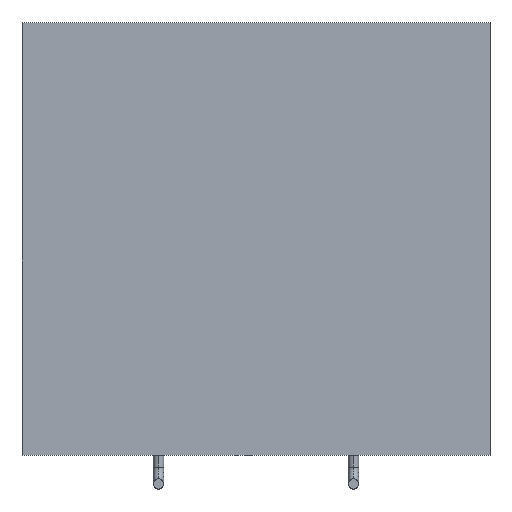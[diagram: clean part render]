
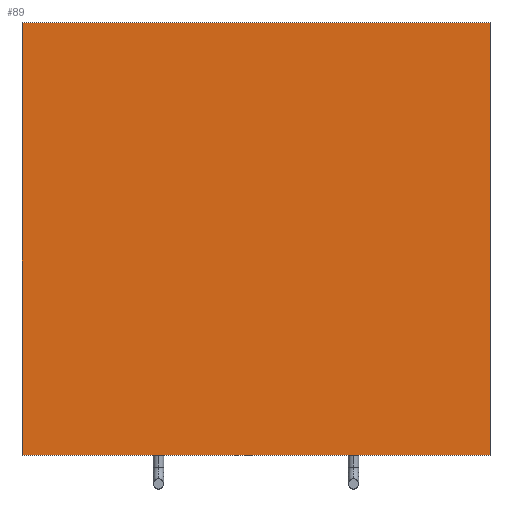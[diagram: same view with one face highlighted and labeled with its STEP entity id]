
A CAD part, top view. The second image highlights one B-rep face of the part: STEP entity #89.
In plain terms, the highlighted planar face has unit normal (0, 0, 1).
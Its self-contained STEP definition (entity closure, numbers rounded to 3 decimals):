
#31 = CARTESIAN_POINT ( 'NONE',  ( -13.8, 27.2, 0. ) ) ;
#48 = CARTESIAN_POINT ( 'NONE',  ( 13.8, 27.2, 0. ) ) ;
#67 = EDGE_CURVE ( 'NONE', #202, #208, #165, .T. ) ;
#74 = ORIENTED_EDGE ( 'NONE', *, *, #146, .F. ) ;
#89 = ADVANCED_FACE ( 'NONE', ( #588 ), #214, .F. ) ;
#90 = AXIS2_PLACEMENT_3D ( 'NONE', #349, #560, #123 ) ;
#104 = CARTESIAN_POINT ( 'NONE',  ( -13.8, 1.7, 0. ) ) ;
#109 = VECTOR ( 'NONE', #341, 1000. ) ;
#123 = DIRECTION ( 'NONE',  ( -1., 0., 0. ) ) ;
#125 = VERTEX_POINT ( 'NONE', #412 ) ;
#146 = EDGE_CURVE ( 'NONE', #125, #355, #641, .T. ) ;
#165 = LINE ( 'NONE', #104, #109 ) ;
#179 = EDGE_CURVE ( 'NONE', #125, #202, #534, .T. ) ;
#189 = EDGE_CURVE ( 'NONE', #355, #208, #570, .T. ) ;
#202 = VERTEX_POINT ( 'NONE', #520 ) ;
#208 = VERTEX_POINT ( 'NONE', #586 ) ;
#214 = PLANE ( 'NONE',  #90 ) ;
#220 = DIRECTION ( 'NONE',  ( 1., 0., 0. ) ) ;
#264 = CARTESIAN_POINT ( 'NONE',  ( -13.8, 27.2, 0. ) ) ;
#308 = DIRECTION ( 'NONE',  ( 0., -1., 0. ) ) ;
#341 = DIRECTION ( 'NONE',  ( 1., 0., 0. ) ) ;
#349 = CARTESIAN_POINT ( 'NONE',  ( -13.8, 27.2, 0. ) ) ;
#355 = VERTEX_POINT ( 'NONE', #48 ) ;
#412 = CARTESIAN_POINT ( 'NONE',  ( -13.8, 27.2, 0. ) ) ;
#420 = ORIENTED_EDGE ( 'NONE', *, *, #179, .T. ) ;
#440 = VECTOR ( 'NONE', #308, 1000. ) ;
#498 = ORIENTED_EDGE ( 'NONE', *, *, #189, .F. ) ;
#520 = CARTESIAN_POINT ( 'NONE',  ( -13.8, 1.7, 0. ) ) ;
#527 = DIRECTION ( 'NONE',  ( 0., -1., 0. ) ) ;
#534 = LINE ( 'NONE', #31, #440 ) ;
#551 = VECTOR ( 'NONE', #527, 1000. ) ;
#560 = DIRECTION ( 'NONE',  ( 0., 0., -1. ) ) ;
#570 = LINE ( 'NONE', #640, #551 ) ;
#586 = CARTESIAN_POINT ( 'NONE',  ( 13.8, 1.7, 0. ) ) ;
#588 = FACE_OUTER_BOUND ( 'NONE', #595, .T. ) ;
#595 = EDGE_LOOP ( 'NONE', ( #654, #498, #74, #420 ) ) ;
#620 = VECTOR ( 'NONE', #220, 1000. ) ;
#640 = CARTESIAN_POINT ( 'NONE',  ( 13.8, 27.2, 0. ) ) ;
#641 = LINE ( 'NONE', #264, #620 ) ;
#654 = ORIENTED_EDGE ( 'NONE', *, *, #67, .T. ) ;
